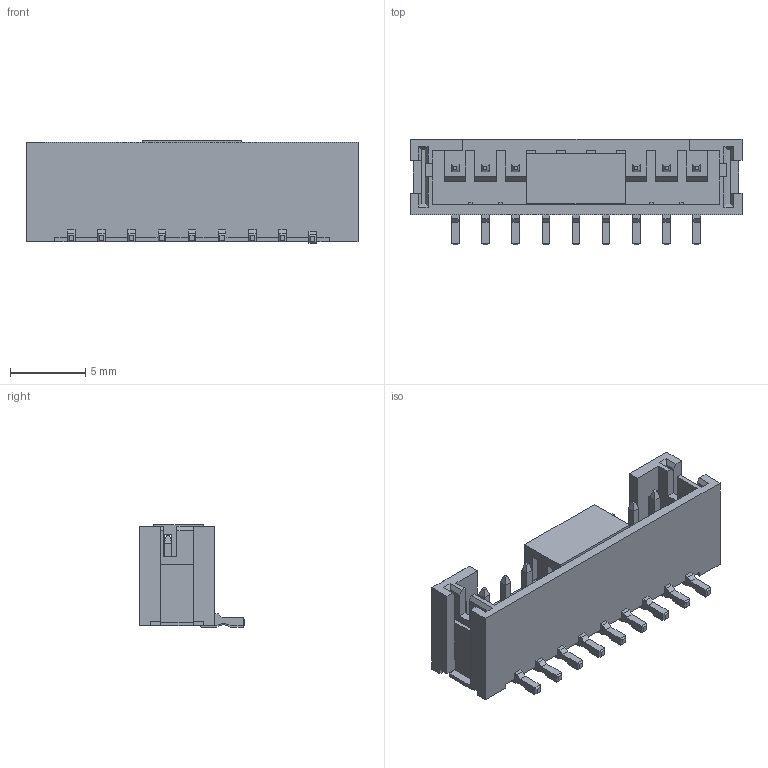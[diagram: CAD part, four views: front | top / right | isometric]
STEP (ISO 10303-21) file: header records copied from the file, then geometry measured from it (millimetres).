
FILE_DESCRIPTION(/* description */ ('Unknown'),/* implementation_level */ '2;1');
FILE_NAME(/* name */ 'J_Wurth_WR-WTB_620309124022',/* time_stamp */ '2025-05-23T16:08:01+08:00',/* author */ ('Unknown'),/* organization */ ('Unknown'),/* preprocessor_version */ 'ST-DEVELOPER v19.4',/* originating_system */ 'Solid Edge',/* authorisation */ 'Unknown');
FILE_SCHEMA (('AUTOMOTIVE_DESIGN {1 0 10303 214 3 1 1}'));
Length unit declared in the file: millimetre
Products named in the file (2): J_Wurth_WR-WTB_620309124022
Assembly tree (1 placements, depth 2):
  J_Wurth_WR-WTB_620309124022
    J_Wurth_WR-WTB_620309124022
Bounding box: 22 x 7.01 x 6.78 mm (x, y, z)
Volume: 358.3 mm3; surface area: 1055.9 mm2
Topology: 1 solids, 1 shells, 416 faces, 1153 edges, 734 vertices
Faces by surface type: plane 403, cylinder 13
Entity records: 15875 total; most frequent: ORIENTED_EDGE 2306, CARTESIAN_POINT 2305, DIRECTION 2015, EDGE_CURVE 1153, LINE 1127, VECTOR 1127, VERTEX_POINT 734, AXIS2_PLACEMENT_3D 444
